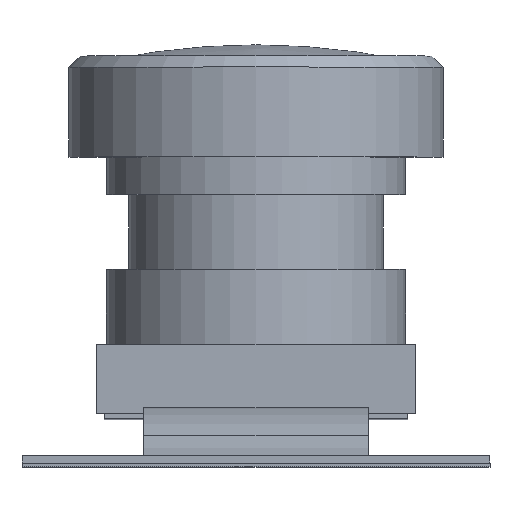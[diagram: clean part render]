
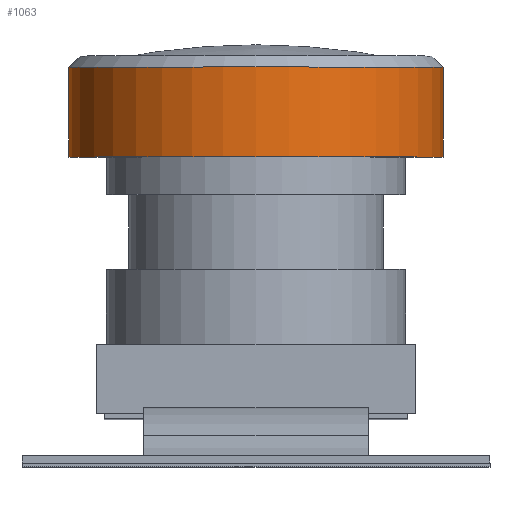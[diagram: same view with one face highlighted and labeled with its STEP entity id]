
A CAD part, top view. The second image highlights one B-rep face of the part: STEP entity #1063.
In plain terms, the highlighted cylindrical face has radius 5 mm (diameter 10 mm), a partial arc.
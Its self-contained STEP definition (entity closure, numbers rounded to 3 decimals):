
#10 = CARTESIAN_POINT ( 'NONE',  ( 0., 7., 0. ) ) ;
#22 = CARTESIAN_POINT ( 'NONE',  ( -5., 0., 0. ) ) ;
#75 = DIRECTION ( 'NONE',  ( 1., 0., 0. ) ) ;
#100 = EDGE_CURVE ( 'NONE', #1329, #640, #2054, .T. ) ;
#202 = CARTESIAN_POINT ( 'NONE',  ( 5., 9.4, 0. ) ) ;
#315 = VERTEX_POINT ( 'NONE', #1725 ) ;
#359 = DIRECTION ( 'NONE',  ( 0., -1., 0. ) ) ;
#480 = FACE_OUTER_BOUND ( 'NONE', #1912, .T. ) ;
#491 = VECTOR ( 'NONE', #359, 1000. ) ;
#498 = EDGE_CURVE ( 'NONE', #1329, #1513, #554, .T. ) ;
#554 = LINE ( 'NONE', #1471, #491 ) ;
#640 = VERTEX_POINT ( 'NONE', #1835 ) ;
#645 = CARTESIAN_POINT ( 'NONE',  ( 0., 0., 0. ) ) ;
#709 = CIRCLE ( 'NONE', #1674, 5. ) ;
#736 = DIRECTION ( 'NONE',  ( 0., -1., 0. ) ) ;
#911 = CARTESIAN_POINT ( 'NONE',  ( 0., 9.4, 0. ) ) ;
#1063 = ADVANCED_FACE ( 'NONE', ( #480 ), #1928, .T. ) ;
#1231 = AXIS2_PLACEMENT_3D ( 'NONE', #911, #736, #75 ) ;
#1329 = VERTEX_POINT ( 'NONE', #202 ) ;
#1401 = VECTOR ( 'NONE', #1668, 1000. ) ;
#1409 = DIRECTION ( 'NONE',  ( 1., 0., 0. ) ) ;
#1471 = CARTESIAN_POINT ( 'NONE',  ( 5., 0., 0. ) ) ;
#1493 = DIRECTION ( 'NONE',  ( 1., 0., 0. ) ) ;
#1513 = VERTEX_POINT ( 'NONE', #1535 ) ;
#1535 = CARTESIAN_POINT ( 'NONE',  ( 5., 7., 0. ) ) ;
#1540 = ORIENTED_EDGE ( 'NONE', *, *, #2012, .T. ) ;
#1636 = DIRECTION ( 'NONE',  ( 0., -1., 0. ) ) ;
#1648 = LINE ( 'NONE', #22, #1401 ) ;
#1668 = DIRECTION ( 'NONE',  ( 0., -1., 0. ) ) ;
#1674 = AXIS2_PLACEMENT_3D ( 'NONE', #10, #1636, #1493 ) ;
#1725 = CARTESIAN_POINT ( 'NONE',  ( -5., 7., 0. ) ) ;
#1776 = ORIENTED_EDGE ( 'NONE', *, *, #2022, .F. ) ;
#1779 = AXIS2_PLACEMENT_3D ( 'NONE', #645, #2095, #1409 ) ;
#1800 = ORIENTED_EDGE ( 'NONE', *, *, #100, .T. ) ;
#1835 = CARTESIAN_POINT ( 'NONE',  ( -5., 9.4, 0. ) ) ;
#1912 = EDGE_LOOP ( 'NONE', ( #1800, #1540, #1776, #2038 ) ) ;
#1928 = CYLINDRICAL_SURFACE ( 'NONE', #1779, 5. ) ;
#2012 = EDGE_CURVE ( 'NONE', #640, #315, #1648, .T. ) ;
#2022 = EDGE_CURVE ( 'NONE', #1513, #315, #709, .T. ) ;
#2038 = ORIENTED_EDGE ( 'NONE', *, *, #498, .F. ) ;
#2054 = CIRCLE ( 'NONE', #1231, 5. ) ;
#2095 = DIRECTION ( 'NONE',  ( 0., -1., 0. ) ) ;
